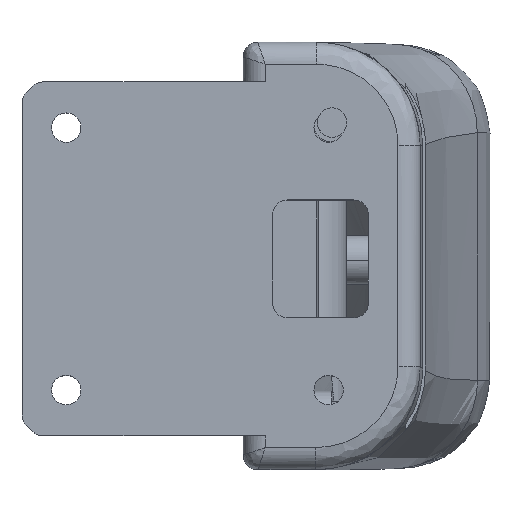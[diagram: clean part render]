
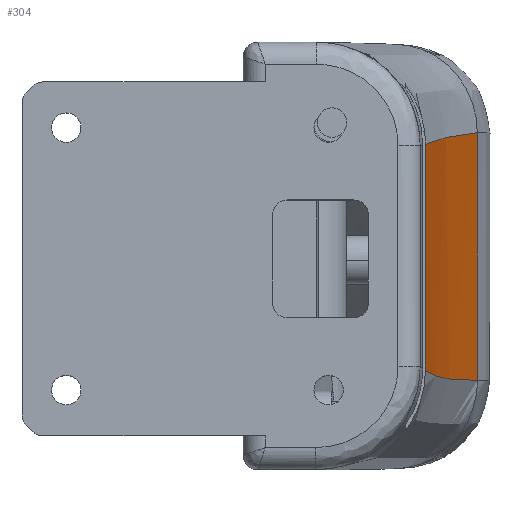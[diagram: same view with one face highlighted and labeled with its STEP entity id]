
A CAD part, top view. The second image highlights one B-rep face of the part: STEP entity #304.
In plain terms, the highlighted cylindrical face has radius 89.983 mm (diameter 179.966 mm), a partial arc.
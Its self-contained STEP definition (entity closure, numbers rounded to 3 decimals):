
#179 = CARTESIAN_POINT ( 'NONE',  ( 94.467, -230.66, 188.675 ) ) ;
#272 = VERTEX_POINT ( 'NONE', #482 ) ;
#304 = ADVANCED_FACE ( 'NONE', ( #4571 ), #26157, .F. ) ;
#482 = CARTESIAN_POINT ( 'NONE',  ( 97.991, -231.265, 173.034 ) ) ;
#1659 = DIRECTION ( 'NONE',  ( 0., -1., 0. ) ) ;
#1816 = B_SPLINE_CURVE_WITH_KNOTS ( 'NONE', 3,
 ( #32135, #9690, #12926, #35349, #16155, #38596, #19367, #179 ),
 .UNSPECIFIED., .F., .F.,
 ( 4, 2, 2, 4 ),
 ( 0., 0.25, 0.5, 1. ),
 .UNSPECIFIED. ) ;
#1833 = VERTEX_POINT ( 'NONE', #31332 ) ;
#4287 = VECTOR ( 'NONE', #1659, 1000. ) ;
#4571 = FACE_OUTER_BOUND ( 'NONE', #37449, .T. ) ;
#6839 = EDGE_CURVE ( 'NONE', #14170, #19143, #12809, .T. ) ;
#6892 = CARTESIAN_POINT ( 'NONE',  ( 183.661, -231.442, 200.56 ) ) ;
#7383 = CARTESIAN_POINT ( 'NONE',  ( 94.467, -215.289, 188.675 ) ) ;
#7510 = ORIENTED_EDGE ( 'NONE', *, *, #21968, .F. ) ;
#9690 = CARTESIAN_POINT ( 'NONE',  ( 97.581, -231.278, 174.312 ) ) ;
#11348 = CARTESIAN_POINT ( 'NONE',  ( 97.991, -222.782, 173.034 ) ) ;
#12449 = B_SPLINE_CURVE_WITH_KNOTS ( 'NONE', 3,
 ( #7383, #26625, #33074, #13869, #36305, #17091 ),
 .UNSPECIFIED., .F., .F.,
 ( 4, 2, 4 ),
 ( 0., 0.5, 1. ),
 .UNSPECIFIED. ) ;
#12809 = LINE ( 'NONE', #20752, #4287 ) ;
#12926 = CARTESIAN_POINT ( 'NONE',  ( 97.199, -231.276, 175.599 ) ) ;
#13245 = ORIENTED_EDGE ( 'NONE', *, *, #41396, .F. ) ;
#13869 = CARTESIAN_POINT ( 'NONE',  ( 96.463, -214.621, 178.187 ) ) ;
#14170 = VERTEX_POINT ( 'NONE', #27216 ) ;
#15259 = VECTOR ( 'NONE', #24241, 1000. ) ;
#16155 = CARTESIAN_POINT ( 'NONE',  ( 96.17, -231.205, 179.489 ) ) ;
#17091 = CARTESIAN_POINT ( 'NONE',  ( 97.991, -214.467, 173.034 ) ) ;
#18548 = ORIENTED_EDGE ( 'NONE', *, *, #33859, .F. ) ;
#19143 = VERTEX_POINT ( 'NONE', #27413 ) ;
#19367 = CARTESIAN_POINT ( 'NONE',  ( 94.818, -230.888, 186.04 ) ) ;
#19829 = DIRECTION ( 'NONE',  ( 0., 0., 1. ) ) ;
#20752 = CARTESIAN_POINT ( 'NONE',  ( 94.467, -222.954, 188.675 ) ) ;
#21968 = EDGE_CURVE ( 'NONE', #14170, #1833, #12449, .T. ) ;
#22165 = AXIS2_PLACEMENT_3D ( 'NONE', #6892, #38902, #19829 ) ;
#23793 = LINE ( 'NONE', #11348, #15259 ) ;
#24241 = DIRECTION ( 'NONE',  ( 0., -1., 0. ) ) ;
#26157 = CYLINDRICAL_SURFACE ( 'NONE', #22165, 89.983 ) ;
#26625 = CARTESIAN_POINT ( 'NONE',  ( 94.819, -215.182, 186.03 ) ) ;
#27216 = CARTESIAN_POINT ( 'NONE',  ( 94.467, -215.289, 188.675 ) ) ;
#27413 = CARTESIAN_POINT ( 'NONE',  ( 94.467, -230.66, 188.675 ) ) ;
#30059 = ORIENTED_EDGE ( 'NONE', *, *, #6839, .T. ) ;
#31332 = CARTESIAN_POINT ( 'NONE',  ( 97.991, -214.467, 173.034 ) ) ;
#32135 = CARTESIAN_POINT ( 'NONE',  ( 97.991, -231.265, 173.034 ) ) ;
#33074 = CARTESIAN_POINT ( 'NONE',  ( 95.288, -214.977, 183.403 ) ) ;
#33859 = EDGE_CURVE ( 'NONE', #272, #19143, #1816, .T. ) ;
#35349 = CARTESIAN_POINT ( 'NONE',  ( 96.493, -231.239, 178.187 ) ) ;
#36305 = CARTESIAN_POINT ( 'NONE',  ( 97.169, -214.468, 175.594 ) ) ;
#37449 = EDGE_LOOP ( 'NONE', ( #7510, #30059, #18548, #13245 ) ) ;
#38596 = CARTESIAN_POINT ( 'NONE',  ( 95.287, -231.053, 183.407 ) ) ;
#38902 = DIRECTION ( 'NONE',  ( 0., 1., 0. ) ) ;
#41396 = EDGE_CURVE ( 'NONE', #1833, #272, #23793, .T. ) ;
